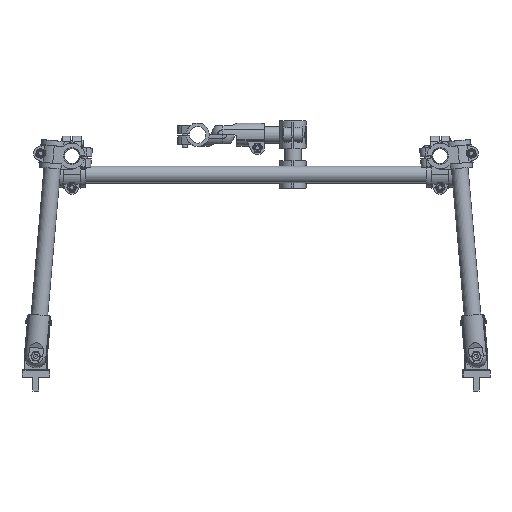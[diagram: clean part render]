
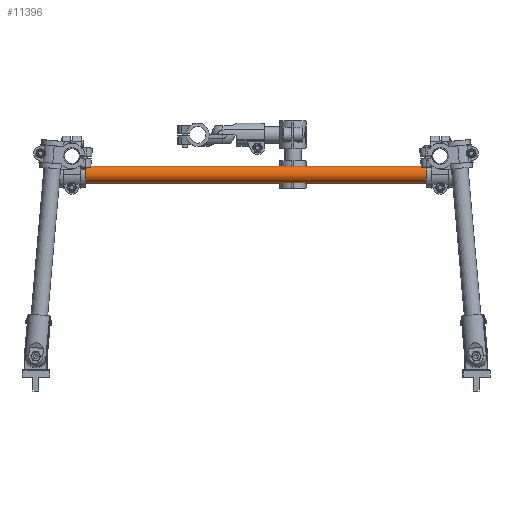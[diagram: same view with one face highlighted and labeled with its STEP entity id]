
A CAD part, front view. The second image highlights one B-rep face of the part: STEP entity #11396.
In plain terms, the highlighted cylindrical face has radius 9 mm (diameter 18 mm), a full revolution.
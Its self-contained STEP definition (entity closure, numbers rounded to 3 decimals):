
#708=LINE('',#17665,#1607);
#1607=VECTOR('',#13900,9.);
#2500=CYLINDRICAL_SURFACE('',#12402,9.);
#2777=FACE_OUTER_BOUND('',#3538,.T.);
#3538=EDGE_LOOP('',(#7631,#7632,#7633,#7634));
#4372=CIRCLE('',#12403,9.);
#4373=CIRCLE('',#12404,9.);
#4863=VERTEX_POINT('',#17662);
#4864=VERTEX_POINT('',#17664);
#5924=EDGE_CURVE('',#4863,#4863,#4372,.T.);
#5925=EDGE_CURVE('',#4863,#4864,#708,.T.);
#5926=EDGE_CURVE('',#4864,#4864,#4373,.T.);
#7631=ORIENTED_EDGE('',*,*,#5924,.F.);
#7632=ORIENTED_EDGE('',*,*,#5925,.T.);
#7633=ORIENTED_EDGE('',*,*,#5926,.F.);
#7634=ORIENTED_EDGE('',*,*,#5925,.F.);
#11396=ADVANCED_FACE('',(#2777),#2500,.T.);
#12402=AXIS2_PLACEMENT_3D('',#17661,#13896,#13897);
#12403=AXIS2_PLACEMENT_3D('',#17663,#13898,#13899);
#12404=AXIS2_PLACEMENT_3D('',#17666,#13901,#13902);
#13896=DIRECTION('center_axis',(-1.,0.,0.));
#13897=DIRECTION('ref_axis',(0.,1.,0.));
#13898=DIRECTION('center_axis',(-1.,0.,0.));
#13899=DIRECTION('ref_axis',(0.,1.,0.));
#13900=DIRECTION('',(1.,0.,0.));
#13901=DIRECTION('center_axis',(1.,0.,0.));
#13902=DIRECTION('ref_axis',(0.,1.,0.));
#17661=CARTESIAN_POINT('Origin',(425.191,-200.,5.016));
#17662=CARTESIAN_POINT('',(-4.809,-209.,5.016));
#17663=CARTESIAN_POINT('Origin',(-4.809,-200.,5.016));
#17664=CARTESIAN_POINT('',(425.191,-209.,5.016));
#17665=CARTESIAN_POINT('',(425.191,-209.,5.016));
#17666=CARTESIAN_POINT('Origin',(425.191,-200.,5.016));
